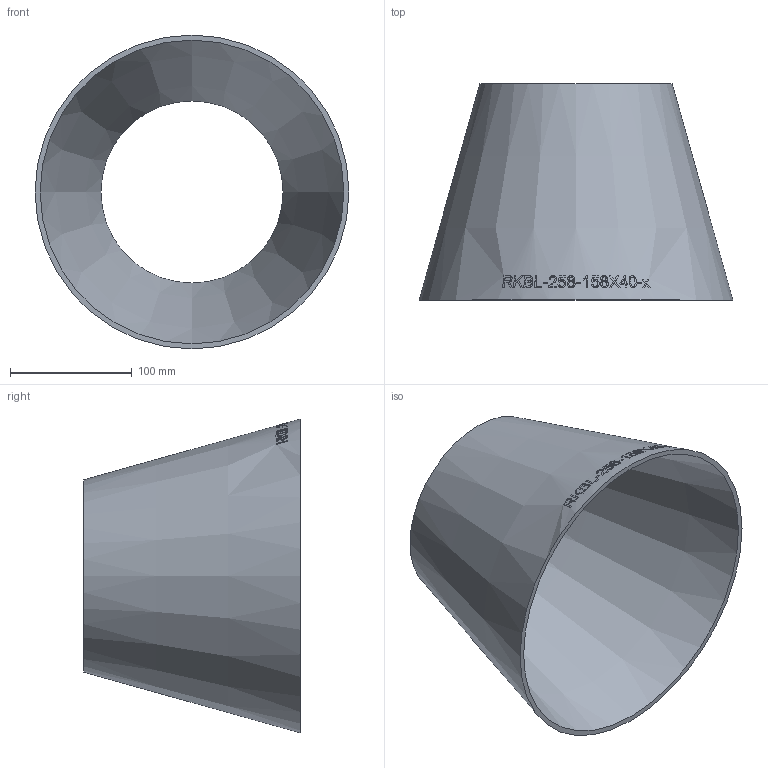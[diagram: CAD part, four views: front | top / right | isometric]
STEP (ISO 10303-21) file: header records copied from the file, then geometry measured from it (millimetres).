
FILE_DESCRIPTION (( 'STEP AP214' ), '1' );
FILE_NAME ('RKBL-258-158X40-x Reduzierung aus Blech 2006.STEP', '2020-06-16T09:11:22', ( '' ), ( '' ), 'SwSTEP 2.0', 'SolidWorks 2019', '' );
FILE_SCHEMA (( 'AUTOMOTIVE_DESIGN' ));
Length unit declared in the file: millimetre
Products named in the file (1): RKBL-258-158X40-x Reduzierung aus Blech 2006
Bounding box: 258 x 178 x 258 mm (x, y, z)
Volume: 473161.2 mm3; surface area: 242139.7 mm2
Topology: 1 solids, 1 shells, 237 faces, 627 edges, 418 vertices
Faces by surface type: bspline 207, cone 28, plane 2
Entity records: 34507 total; most frequent: CARTESIAN_POINT 27974, ORIENTED_EDGE 1250, EDGE_CURVE 625, B_SPLINE_CURVE_WITH_KNOTS 621, VERTEX_POINT 418, EDGE_LOOP 267, ADVANCED_FACE 237, FACE_OUTER_BOUND 237
